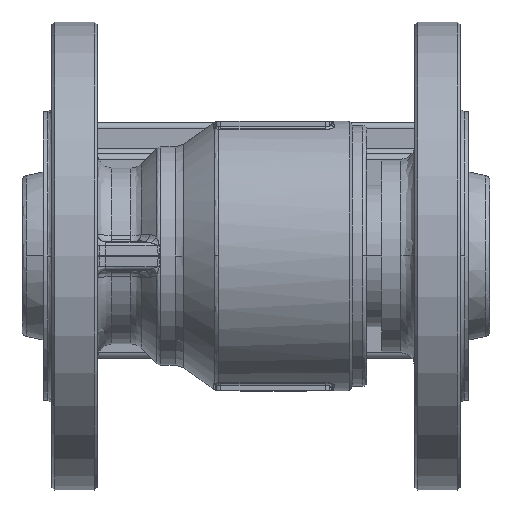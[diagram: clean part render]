
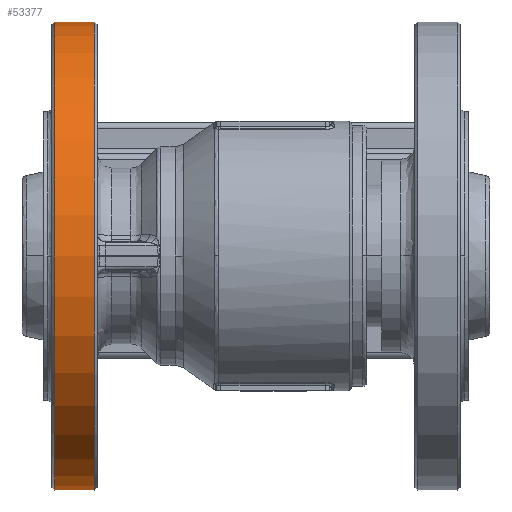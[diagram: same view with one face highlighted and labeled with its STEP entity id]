
A CAD part, front view. The second image highlights one B-rep face of the part: STEP entity #53377.
In plain terms, the highlighted cylindrical face has radius 82.5 mm (diameter 165 mm), a partial arc.
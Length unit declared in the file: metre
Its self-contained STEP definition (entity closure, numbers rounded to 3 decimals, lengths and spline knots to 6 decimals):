
#7262 = DIRECTION ( 'NONE',  ( 0., 0., 1. ) ) ;
#9223 = CARTESIAN_POINT ( 'NONE',  ( -0.067773, -0.014551, 0.167499 ) ) ;
#9326 = CARTESIAN_POINT ( 'NONE',  ( -0.081773, -0.014551, 0.249999 ) ) ;
#10008 = CARTESIAN_POINT ( 'NONE',  ( -0.067773, -0.014551, 0.249999 ) ) ;
#10546 = CIRCLE ( 'NONE', #32708, 0.0825 ) ;
#11040 = DIRECTION ( 'NONE',  ( -1., 0., 0. ) ) ;
#16962 = DIRECTION ( 'NONE',  ( 0., 0., 1. ) ) ;
#20989 = CARTESIAN_POINT ( 'NONE',  ( -0.081773, -0.014551, 0.084999 ) ) ;
#24000 = VERTEX_POINT ( 'NONE', #20989 ) ;
#24170 = LINE ( 'NONE', #60774, #26958 ) ;
#24216 = CARTESIAN_POINT ( 'NONE',  ( -0.081773, -0.014551, 0.167499 ) ) ;
#25297 = DIRECTION ( 'NONE',  ( 1., 0., 0. ) ) ;
#26958 = VECTOR ( 'NONE', #25297, 1. ) ;
#27296 = DIRECTION ( 'NONE',  ( 0., 0., 1. ) ) ;
#29305 = CARTESIAN_POINT ( 'NONE',  ( -0.074773, -0.014551, 0.167499 ) ) ;
#32708 = AXIS2_PLACEMENT_3D ( 'NONE', #9223, #33086, #27296 ) ;
#33086 = DIRECTION ( 'NONE',  ( -1., 0., 0. ) ) ;
#37588 = VERTEX_POINT ( 'NONE', #55117 ) ;
#37877 = EDGE_CURVE ( 'NONE', #61896, #53353, #45734, .T. ) ;
#38938 = CIRCLE ( 'NONE', #66089, 0.0825 ) ;
#45135 = FACE_OUTER_BOUND ( 'NONE', #50700, .T. ) ;
#45311 = ORIENTED_EDGE ( 'NONE', *, *, #63678, .T. ) ;
#45496 = DIRECTION ( 'NONE',  ( -1., 0., 0. ) ) ;
#45734 = LINE ( 'NONE', #69291, #70740 ) ;
#46458 = ORIENTED_EDGE ( 'NONE', *, *, #70875, .T. ) ;
#50700 = EDGE_LOOP ( 'NONE', ( #68493, #70513, #45311, #46458 ) ) ;
#53353 = VERTEX_POINT ( 'NONE', #9326 ) ;
#53377 = ADVANCED_FACE ( 'NONE', ( #45135 ), #68672, .T. ) ;
#55117 = CARTESIAN_POINT ( 'NONE',  ( -0.067773, -0.014551, 0.084999 ) ) ;
#60774 = CARTESIAN_POINT ( 'NONE',  ( -0.074773, -0.014551, 0.084999 ) ) ;
#61896 = VERTEX_POINT ( 'NONE', #10008 ) ;
#63678 = EDGE_CURVE ( 'NONE', #24000, #37588, #24170, .T. ) ;
#66089 = AXIS2_PLACEMENT_3D ( 'NONE', #24216, #71264, #7262 ) ;
#67585 = AXIS2_PLACEMENT_3D ( 'NONE', #29305, #45496, #16962 ) ;
#68493 = ORIENTED_EDGE ( 'NONE', *, *, #37877, .T. ) ;
#68672 = CYLINDRICAL_SURFACE ( 'NONE', #67585, 0.0825 ) ;
#69291 = CARTESIAN_POINT ( 'NONE',  ( -0.074773, -0.014551, 0.249999 ) ) ;
#70071 = EDGE_CURVE ( 'NONE', #53353, #24000, #38938, .T. ) ;
#70513 = ORIENTED_EDGE ( 'NONE', *, *, #70071, .T. ) ;
#70740 = VECTOR ( 'NONE', #11040, 1. ) ;
#70875 = EDGE_CURVE ( 'NONE', #37588, #61896, #10546, .T. ) ;
#71264 = DIRECTION ( 'NONE',  ( 1., 0., 0. ) ) ;
